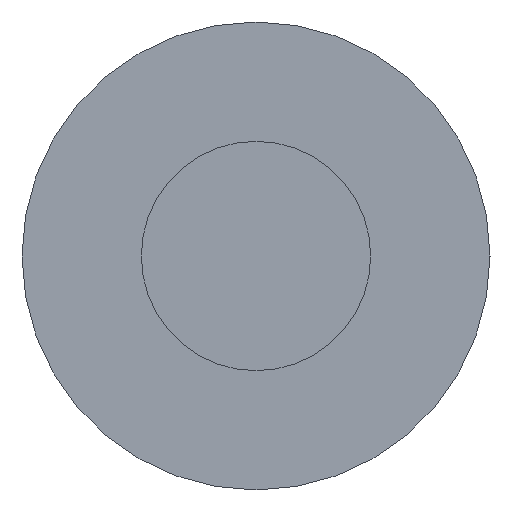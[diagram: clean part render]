
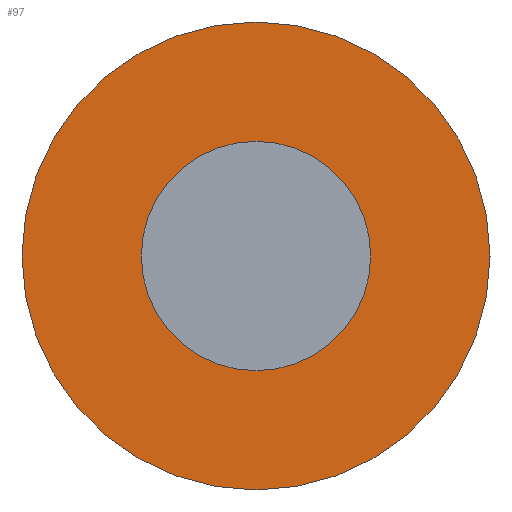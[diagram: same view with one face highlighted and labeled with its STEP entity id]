
A CAD part, left-side view. The second image highlights one B-rep face of the part: STEP entity #97.
In plain terms, the highlighted planar face has unit normal (-1, 0, 0).
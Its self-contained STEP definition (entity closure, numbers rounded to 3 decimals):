
#68=PLANE('',#269);
#80=FACE_OUTER_BOUND('',#145,.T.);
#97=ADVANCED_FACE('',(#80),#68,.T.);
#145=EDGE_LOOP('',(#195));
#163=CIRCLE('',#266,1.5);
#195=ORIENTED_EDGE('',*,*,#233,.T.);
#215=VERTEX_POINT('',#387);
#233=EDGE_CURVE('',#215,#215,#163,.T.);
#266=AXIS2_PLACEMENT_3D('',#386,#323,#324);
#269=AXIS2_PLACEMENT_3D('',#391,#329,#330);
#323=DIRECTION('',(-1.,0.,0.));
#324=DIRECTION('',(0.,1.,0.));
#329=DIRECTION('',(-1.,0.,0.));
#330=DIRECTION('',(0.,0.,1.));
#386=CARTESIAN_POINT('',(15.,0.,0.));
#387=CARTESIAN_POINT('',(15.,1.5,0.));
#391=CARTESIAN_POINT('',(15.,0.,0.));
